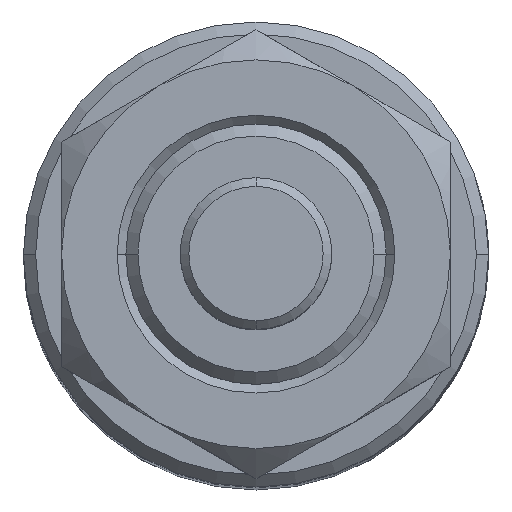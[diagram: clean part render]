
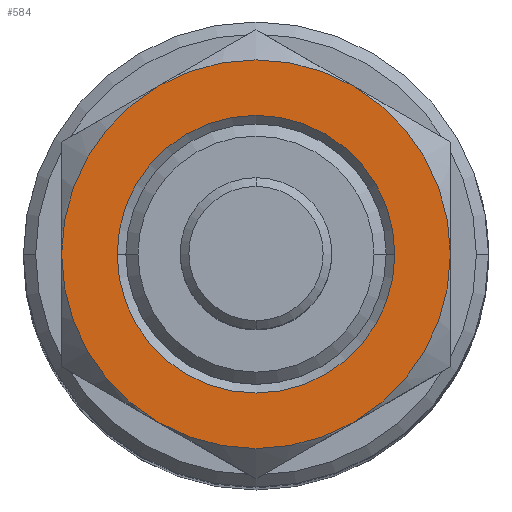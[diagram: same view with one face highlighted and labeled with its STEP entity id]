
A CAD part, top view. The second image highlights one B-rep face of the part: STEP entity #584.
In plain terms, the highlighted planar face has unit normal (0, 0, 1).
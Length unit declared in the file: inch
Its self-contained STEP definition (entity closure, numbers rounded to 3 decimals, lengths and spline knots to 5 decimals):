
#14 = DIRECTION ( 'NONE',  ( -1., 0., 0. ) ) ;
#98 = DIRECTION ( 'NONE',  ( 0., 0., -1. ) ) ;
#102 = AXIS2_PLACEMENT_3D ( 'NONE', #764, #2487, #1009 ) ;
#117 = CARTESIAN_POINT ( 'NONE',  ( -0.4, 0., 0.21 ) ) ;
#143 = CARTESIAN_POINT ( 'NONE',  ( 0.56, 0., 0.21 ) ) ;
#228 = VERTEX_POINT ( 'NONE', #1684 ) ;
#235 = DIRECTION ( 'NONE',  ( -1., 0., 0. ) ) ;
#297 = CARTESIAN_POINT ( 'NONE',  ( 0., 0., 0.21 ) ) ;
#334 = ORIENTED_EDGE ( 'NONE', *, *, #1378, .F. ) ;
#352 = ORIENTED_EDGE ( 'NONE', *, *, #1662, .F. ) ;
#409 = AXIS2_PLACEMENT_3D ( 'NONE', #2356, #887, #2618 ) ;
#459 = CIRCLE ( 'NONE', #2892, 0.56 ) ;
#483 = CARTESIAN_POINT ( 'NONE',  ( 0.56, 0.96995, 0.21 ) ) ;
#510 = FACE_BOUND ( 'NONE', #922, .T. ) ;
#542 = DIRECTION ( 'NONE',  ( -1., 0., 0. ) ) ;
#584 = ADVANCED_FACE ( 'NONE', ( #510, #1173 ), #753, .F. ) ;
#592 = EDGE_CURVE ( 'NONE', #1461, #1538, #2337, .T. ) ;
#600 = AXIS2_PLACEMENT_3D ( 'NONE', #297, #2033, #542 ) ;
#611 = DIRECTION ( 'NONE',  ( 0., 0., -1. ) ) ;
#629 = VERTEX_POINT ( 'NONE', #2749 ) ;
#679 = EDGE_CURVE ( 'NONE', #228, #2375, #878, .T. ) ;
#728 = ORIENTED_EDGE ( 'NONE', *, *, #1340, .T. ) ;
#753 = PLANE ( 'NONE',  #3158 ) ;
#764 = CARTESIAN_POINT ( 'NONE',  ( 0., 0., 0.21 ) ) ;
#778 = VERTEX_POINT ( 'NONE', #117 ) ;
#878 = CIRCLE ( 'NONE', #600, 0.56 ) ;
#887 = DIRECTION ( 'NONE',  ( 0., 0., -1. ) ) ;
#914 = CIRCLE ( 'NONE', #1929, 0.4 ) ;
#922 = EDGE_LOOP ( 'NONE', ( #728, #1136 ) ) ;
#988 = DIRECTION ( 'NONE',  ( 0., 0., -1. ) ) ;
#1009 = DIRECTION ( 'NONE',  ( 1., 0., 0. ) ) ;
#1099 = EDGE_LOOP ( 'NONE', ( #334, #1465, #1912, #352, #3195, #1565 ) ) ;
#1136 = ORIENTED_EDGE ( 'NONE', *, *, #3188, .T. ) ;
#1139 = AXIS2_PLACEMENT_3D ( 'NONE', #1596, #98, #1847 ) ;
#1173 = FACE_OUTER_BOUND ( 'NONE', #1099, .T. ) ;
#1239 = CIRCLE ( 'NONE', #1249, 0.56 ) ;
#1249 = AXIS2_PLACEMENT_3D ( 'NONE', #2958, #1478, #3215 ) ;
#1340 = EDGE_CURVE ( 'NONE', #629, #778, #2905, .T. ) ;
#1356 = CIRCLE ( 'NONE', #1825, 0.56 ) ;
#1378 = EDGE_CURVE ( 'NONE', #2375, #2301, #1356, .T. ) ;
#1461 = VERTEX_POINT ( 'NONE', #143 ) ;
#1463 = CARTESIAN_POINT ( 'NONE',  ( 0.28, 0.48497, 0.21 ) ) ;
#1465 = ORIENTED_EDGE ( 'NONE', *, *, #679, .F. ) ;
#1478 = DIRECTION ( 'NONE',  ( 0., 0., -1. ) ) ;
#1517 = DIRECTION ( 'NONE',  ( 0., 0., -1. ) ) ;
#1538 = VERTEX_POINT ( 'NONE', #1463 ) ;
#1565 = ORIENTED_EDGE ( 'NONE', *, *, #2587, .F. ) ;
#1596 = CARTESIAN_POINT ( 'NONE',  ( 0., 0., 0.21 ) ) ;
#1662 = EDGE_CURVE ( 'NONE', #1461, #3065, #459, .T. ) ;
#1684 = CARTESIAN_POINT ( 'NONE',  ( -0.28, -0.48497, 0.21 ) ) ;
#1732 = DIRECTION ( 'NONE',  ( 0., 0., -1. ) ) ;
#1825 = AXIS2_PLACEMENT_3D ( 'NONE', #2103, #611, #2344 ) ;
#1847 = DIRECTION ( 'NONE',  ( -1., 0., 0. ) ) ;
#1912 = ORIENTED_EDGE ( 'NONE', *, *, #2677, .F. ) ;
#1929 = AXIS2_PLACEMENT_3D ( 'NONE', #3220, #1732, #235 ) ;
#2033 = DIRECTION ( 'NONE',  ( 0., 0., -1. ) ) ;
#2103 = CARTESIAN_POINT ( 'NONE',  ( 0., 0., 0.21 ) ) ;
#2253 = CARTESIAN_POINT ( 'NONE',  ( -0.56, 0., 0.21 ) ) ;
#2281 = CARTESIAN_POINT ( 'NONE',  ( -0.28, 0.48497, 0.21 ) ) ;
#2301 = VERTEX_POINT ( 'NONE', #2281 ) ;
#2337 = CIRCLE ( 'NONE', #102, 0.56 ) ;
#2344 = DIRECTION ( 'NONE',  ( -1., 0., 0. ) ) ;
#2356 = CARTESIAN_POINT ( 'NONE',  ( 0., 0., 0.21 ) ) ;
#2375 = VERTEX_POINT ( 'NONE', #2253 ) ;
#2470 = DIRECTION ( 'NONE',  ( -1., 0., 0. ) ) ;
#2487 = DIRECTION ( 'NONE',  ( 0., 0., 1. ) ) ;
#2565 = CIRCLE ( 'NONE', #409, 0.56 ) ;
#2587 = EDGE_CURVE ( 'NONE', #2301, #1538, #2565, .T. ) ;
#2618 = DIRECTION ( 'NONE',  ( -1., 0., 0. ) ) ;
#2677 = EDGE_CURVE ( 'NONE', #3065, #228, #1239, .T. ) ;
#2749 = CARTESIAN_POINT ( 'NONE',  ( 0.4, 0., 0.21 ) ) ;
#2865 = CARTESIAN_POINT ( 'NONE',  ( 0.28, -0.48497, 0.21 ) ) ;
#2892 = AXIS2_PLACEMENT_3D ( 'NONE', #3001, #1517, #14 ) ;
#2905 = CIRCLE ( 'NONE', #1139, 0.4 ) ;
#2958 = CARTESIAN_POINT ( 'NONE',  ( 0., 0., 0.21 ) ) ;
#3001 = CARTESIAN_POINT ( 'NONE',  ( 0., 0., 0.21 ) ) ;
#3065 = VERTEX_POINT ( 'NONE', #2865 ) ;
#3158 = AXIS2_PLACEMENT_3D ( 'NONE', #483, #988, #2470 ) ;
#3188 = EDGE_CURVE ( 'NONE', #778, #629, #914, .T. ) ;
#3195 = ORIENTED_EDGE ( 'NONE', *, *, #592, .T. ) ;
#3215 = DIRECTION ( 'NONE',  ( -1., 0., 0. ) ) ;
#3220 = CARTESIAN_POINT ( 'NONE',  ( 0., 0., 0.21 ) ) ;
